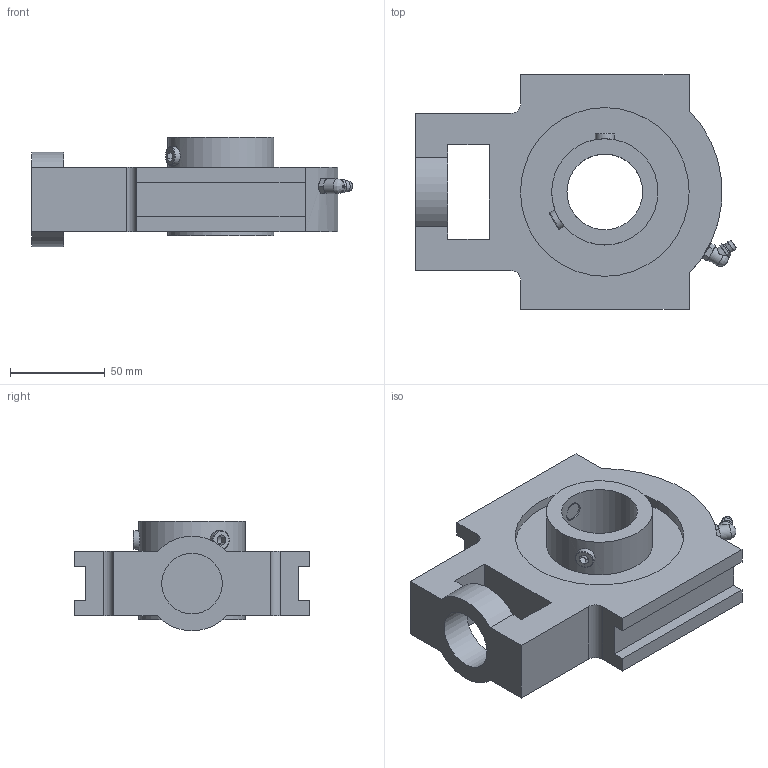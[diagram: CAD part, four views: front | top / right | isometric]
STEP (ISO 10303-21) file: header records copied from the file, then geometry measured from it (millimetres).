
FILE_DESCRIPTION( ( 'STEP AP214' ), ' ' );
FILE_NAME( 'UCT308J.stp', '2018-05-30T07:33:14', ( '' ), ( '' ), ' ', 'PARTsolutions', ' ' );
FILE_SCHEMA( ( 'AUTOMOTIVE_DESIGN { 1 0 10303 214 1 1 1 1 }' ) );
Length unit declared in the file: millimetre
Products named in the file (2): UCT308J; _UCT308- Housing
Assembly tree (1 placements, depth 2):
  UCT308J
    _UCT308- Housing
Bounding box: 169.55 x 124 x 58 mm (x, y, z)
Volume: 445962.6 mm3; surface area: 69973.8 mm2
Topology: 1 solids, 1 shells, 113 faces, 276 edges, 174 vertices
Faces by surface type: plane 61, cone 31, cylinder 18, torus 2, bspline 1
Full cylindrical faces by diameter (mm): 7 x1, 8 x2, 10 x4, 32 x1, 40 x1, 56.1 x2, 89.1 x2
Entity records: 4661 total; most frequent: CARTESIAN_POINT 1312, ORIENTED_EDGE 484, DIRECTION 458, EDGE_CURVE 242, AXIS2_PLACEMENT_3D 173, VERTEX_POINT 165, EDGE_LOOP 151, FACE_OUTER_BOUND 129
